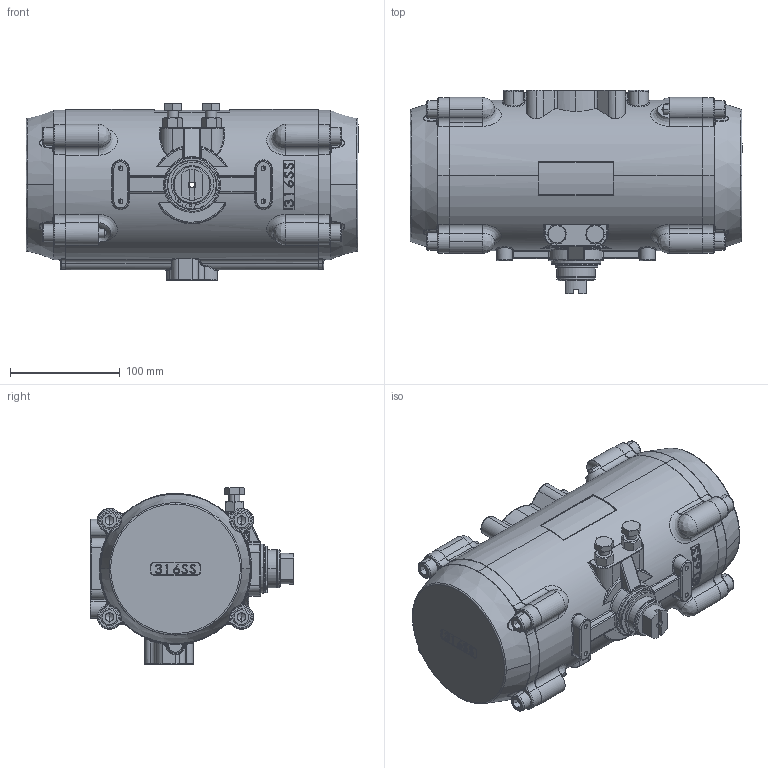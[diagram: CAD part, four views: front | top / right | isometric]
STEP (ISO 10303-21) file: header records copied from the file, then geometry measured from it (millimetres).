
FILE_DESCRIPTION (( 'STEP AP214' ), '1' );
FILE_NAME ('S2-125.step', '2019-10-30T11:32:13', ( '' ), ( '' ), 'SwSTEP 2.0', 'SolidWorks 2019', '' );
FILE_SCHEMA (( 'AUTOMOTIVE_DESIGN' ));
Length unit declared in the file: inch
Products named in the file (2): S2-125
Bounding box: 302 x 185 x 160.88 mm (x, y, z)
Surface area: 222200 mm2 (no closed solid volume)
Topology: 0 solids, 23 shells, 1304 faces, 3694 edges, 2261 vertices
Faces by surface type: bspline 619, cylinder 376, plane 257, cone 52
Entity records: 104634 total; most frequent: CARTESIAN_POINT 59191, ORIENTED_EDGE 6379, DIRECTION 4809, EDGE_CURVE 3654, VERTEX_POINT 2261, AXIS2_PLACEMENT_3D 1838, EDGE_LOOP 1393, DIMENSIONAL_EXPONENTS 1306
